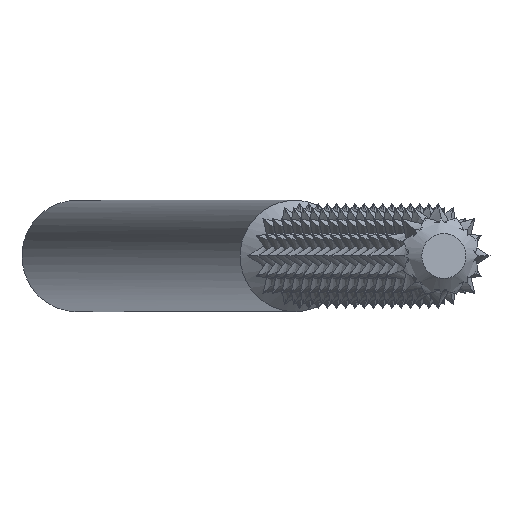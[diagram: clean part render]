
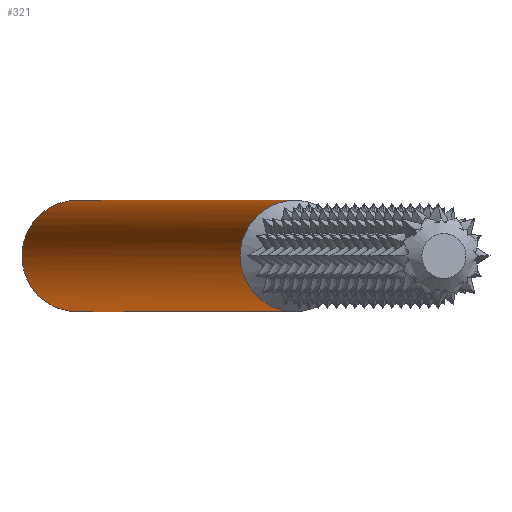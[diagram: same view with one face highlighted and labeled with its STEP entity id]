
A CAD part, front view. The second image highlights one B-rep face of the part: STEP entity #321.
In plain terms, the highlighted free-form (B-spline) face has degree [2, 1] with [7, 2] control points.
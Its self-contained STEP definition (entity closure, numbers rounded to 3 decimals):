
#321 = ADVANCED_FACE('',(#322),#368,.T.);
#322 = FACE_BOUND('',#323,.T.);
#323 = EDGE_LOOP('',(#324,#333,#343,#349,#350,#360));
#324 = ORIENTED_EDGE('',*,*,#325,.T.);
#325 = EDGE_CURVE('',#326,#328,#330,.T.);
#326 = VERTEX_POINT('',#327);
#327 = CARTESIAN_POINT('',(-549.073,303.9,
    140.84));
#328 = VERTEX_POINT('',#329);
#329 = CARTESIAN_POINT('',(-556.691,347.103,
    140.84));
#330 = B_SPLINE_CURVE_WITH_KNOTS('',1,(#331,#332),.UNSPECIFIED.,.F.,.F.,
  (2,2),(0.,37.505),.PIECEWISE_BEZIER_KNOTS.);
#331 = CARTESIAN_POINT('',(-549.073,303.9,
    140.84));
#332 = CARTESIAN_POINT('',(-556.691,347.103,
    140.84));
#333 = ORIENTED_EDGE('',*,*,#334,.T.);
#334 = EDGE_CURVE('',#328,#335,#337,.T.);
#335 = VERTEX_POINT('',#336);
#336 = CARTESIAN_POINT('',(-554.778,347.441,
    138.898));
#337 = ( BOUNDED_CURVE() B_SPLINE_CURVE(2,(#338,#339,#340,#341,#342),
.UNSPECIFIED.,.F.,.F.) B_SPLINE_CURVE_WITH_KNOTS((3,2,3),(1.571
,3.927,6.283),.PIECEWISE_BEZIER_KNOTS.) CURVE() 
GEOMETRIC_REPRESENTATION_ITEM() RATIONAL_B_SPLINE_CURVE((1.,
0.383,1.,0.383,1.)) REPRESENTATION_ITEM('') );
#338 = CARTESIAN_POINT('',(-556.691,347.103,
    140.84));
#339 = CARTESIAN_POINT('',(-561.309,346.289,
    140.84));
#340 = CARTESIAN_POINT('',(-558.043,346.865,
    137.525));
#341 = CARTESIAN_POINT('',(-554.778,347.441,
    134.209));
#342 = CARTESIAN_POINT('',(-554.778,347.441,
    138.898));
#343 = ORIENTED_EDGE('',*,*,#344,.T.);
#344 = EDGE_CURVE('',#335,#328,#345,.T.);
#345 = ( BOUNDED_CURVE() B_SPLINE_CURVE(2,(#346,#347,#348),
.UNSPECIFIED.,.F.,.F.) B_SPLINE_CURVE_WITH_KNOTS((3,3),(0.,
1.571),.PIECEWISE_BEZIER_KNOTS.) CURVE() 
GEOMETRIC_REPRESENTATION_ITEM() RATIONAL_B_SPLINE_CURVE((1.,
0.707,1.)) REPRESENTATION_ITEM('') );
#346 = CARTESIAN_POINT('',(-554.778,347.441,
    138.898));
#347 = CARTESIAN_POINT('',(-554.778,347.441,
    140.84));
#348 = CARTESIAN_POINT('',(-556.691,347.103,
    140.84));
#349 = ORIENTED_EDGE('',*,*,#325,.F.);
#350 = ORIENTED_EDGE('',*,*,#351,.T.);
#351 = EDGE_CURVE('',#326,#352,#354,.T.);
#352 = VERTEX_POINT('',#353);
#353 = CARTESIAN_POINT('',(-549.073,303.9,
    136.956));
#354 = ( BOUNDED_CURVE() B_SPLINE_CURVE(2,(#355,#356,#357,#358,#359),
.UNSPECIFIED.,.F.,.F.) B_SPLINE_CURVE_WITH_KNOTS((3,2,3),(0.,
1.571,3.142),.PIECEWISE_BEZIER_KNOTS.) CURVE() 
GEOMETRIC_REPRESENTATION_ITEM() RATIONAL_B_SPLINE_CURVE((1.,
0.707,1.,0.707,1.)) REPRESENTATION_ITEM('') );
#355 = CARTESIAN_POINT('',(-549.073,303.9,
    140.84));
#356 = CARTESIAN_POINT('',(-547.16,304.237,
    140.84));
#357 = CARTESIAN_POINT('',(-547.16,304.237,
    138.898));
#358 = CARTESIAN_POINT('',(-547.16,304.237,
    136.956));
#359 = CARTESIAN_POINT('',(-549.073,303.9,
    136.956));
#360 = ORIENTED_EDGE('',*,*,#361,.T.);
#361 = EDGE_CURVE('',#352,#326,#362,.T.);
#362 = ( BOUNDED_CURVE() B_SPLINE_CURVE(2,(#363,#364,#365,#366,#367),
.UNSPECIFIED.,.F.,.F.) B_SPLINE_CURVE_WITH_KNOTS((3,2,3),(3.142,
4.712,6.283),.PIECEWISE_BEZIER_KNOTS.) CURVE() 
GEOMETRIC_REPRESENTATION_ITEM() RATIONAL_B_SPLINE_CURVE((1.,
0.707,1.,0.707,1.)) REPRESENTATION_ITEM('') );
#363 = CARTESIAN_POINT('',(-549.073,303.9,
    136.956));
#364 = CARTESIAN_POINT('',(-550.986,303.563,
    136.956));
#365 = CARTESIAN_POINT('',(-550.986,303.563,
    138.898));
#366 = CARTESIAN_POINT('',(-550.986,303.563,
    140.84));
#367 = CARTESIAN_POINT('',(-549.073,303.9,
    140.84));
#368 = ( BOUNDED_SURFACE() B_SPLINE_SURFACE(2,1,(
    (#369,#370)
    ,(#371,#372)
    ,(#373,#374)
    ,(#375,#376)
    ,(#377,#378)
    ,(#379,#380)
,(#381,#382
    )),.UNSPECIFIED.,.T.,.F.,.F.) B_SPLINE_SURFACE_WITH_KNOTS((1,2,2,2,2
    ,1),(2,2),(-2.094,0.,2.094,4.189,
    6.283,8.378),(0.397,37.902),
.UNSPECIFIED.) GEOMETRIC_REPRESENTATION_ITEM() RATIONAL_B_SPLINE_SURFACE
((
    (1.,1.)
    ,(0.5,0.5)
    ,(1.,1.)
    ,(0.5,0.5)
    ,(1.,1.)
    ,(0.5,0.5)
,(1.,1.))) REPRESENTATION_ITEM('') SURFACE() );
#369 = CARTESIAN_POINT('',(-556.691,347.103,
    140.84));
#370 = CARTESIAN_POINT('',(-549.073,303.9,
    140.84));
#371 = CARTESIAN_POINT('',(-560.004,346.519,
    140.84));
#372 = CARTESIAN_POINT('',(-552.386,303.316,
    140.84));
#373 = CARTESIAN_POINT('',(-558.347,346.811,
    137.927));
#374 = CARTESIAN_POINT('',(-550.73,303.608,
    137.927));
#375 = CARTESIAN_POINT('',(-556.691,347.103,
    135.014));
#376 = CARTESIAN_POINT('',(-549.073,303.9,
    135.014));
#377 = CARTESIAN_POINT('',(-555.035,347.396,
    137.927));
#378 = CARTESIAN_POINT('',(-547.417,304.192,
    137.927));
#379 = CARTESIAN_POINT('',(-553.378,347.688,
    140.84));
#380 = CARTESIAN_POINT('',(-545.76,304.484,
    140.84));
#381 = CARTESIAN_POINT('',(-556.691,347.103,
    140.84));
#382 = CARTESIAN_POINT('',(-549.073,303.9,
    140.84));
